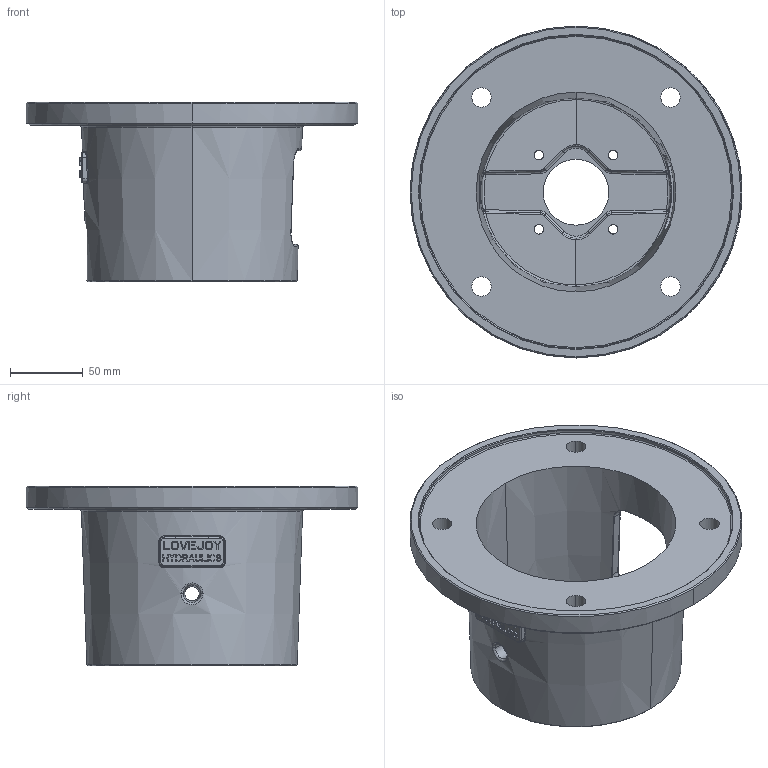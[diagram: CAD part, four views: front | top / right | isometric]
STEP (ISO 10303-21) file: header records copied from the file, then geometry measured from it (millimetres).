
FILE_DESCRIPTION((''),'2;1');
FILE_NAME('84527105148_ASM','2013-04-26T',('ppetruska'),(''),'PRO/ENGINEER BY PARAMETRIC TECHNOLOGY CORPORATION, 2012480','PRO/ENGINEER BY PARAMETRIC TECHNOLOGY CORPORATION, 2012480','');
FILE_SCHEMA(('CONFIG_CONTROL_DESIGN'));
Length unit declared in the file: inch
Products named in the file (3): 84527106024_AF2; 84527106030_AF0_ASM; 84527105148_ASM
Assembly tree (2 placements, depth 3):
  84527105148_ASM
    84527106030_AF0_ASM
      84527106024_AF2
Bounding box: 228.6 x 228.6 x 123.89 mm (x, y, z)
Volume: 896661.9 mm3; surface area: 182443.9 mm2
Topology: 1 solids, 1 shells, 570 faces, 1514 edges, 972 vertices
Faces by surface type: plane 408, bspline 60, cylinder 54, cone 22, torus 18, extrusion 4, sphere 4
Entity records: 20862 total; most frequent: CARTESIAN_POINT 6902, ORIENTED_EDGE 3028, DIRECTION 2610, EDGE_CURVE 1514, VECTOR 1210, LINE 1206, VERTEX_POINT 972, AXIS2_PLACEMENT_3D 700
